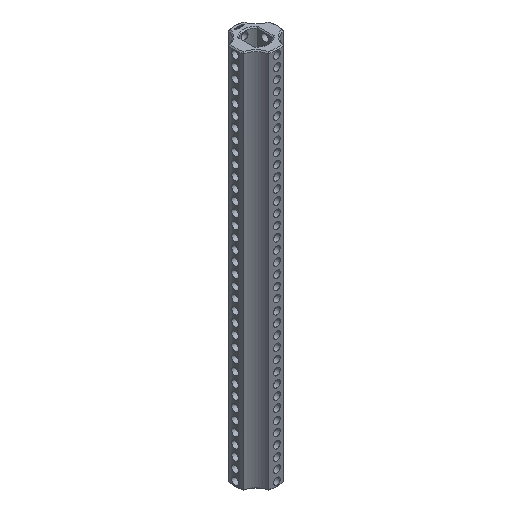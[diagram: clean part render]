
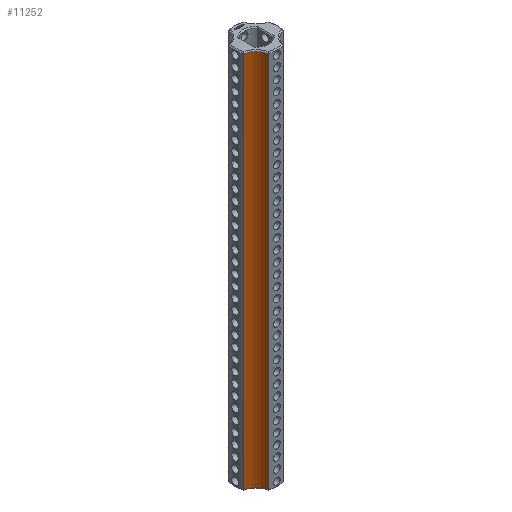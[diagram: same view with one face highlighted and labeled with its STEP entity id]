
A CAD part, isometric view. The second image highlights one B-rep face of the part: STEP entity #11252.
In plain terms, the highlighted cylindrical face has radius 5 mm (diameter 10 mm), a partial arc.
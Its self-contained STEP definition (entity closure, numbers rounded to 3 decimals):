
#3777 = EDGE_CURVE('',#3778,#3780,#3782,.T.);
#3778 = VERTEX_POINT('',#3779);
#3779 = CARTESIAN_POINT('',(-2.225,-5.841,0.3));
#3780 = VERTEX_POINT('',#3781);
#3781 = CARTESIAN_POINT('',(-2.225,-5.841,112.2));
#3782 = LINE('',#3783,#3784);
#3783 = CARTESIAN_POINT('',(-2.225,-5.841,0.));
#3784 = VECTOR('',#3785,1.);
#3785 = DIRECTION('',(0.,0.,1.));
#11252 = ADVANCED_FACE('',(#11253),#11280,.F.);
#11253 = FACE_BOUND('',#11254,.T.);
#11254 = EDGE_LOOP('',(#11255,#11256,#11265,#11273));
#11255 = ORIENTED_EDGE('',*,*,#3777,.T.);
#11256 = ORIENTED_EDGE('',*,*,#11257,.T.);
#11257 = EDGE_CURVE('',#3780,#11258,#11260,.T.);
#11258 = VERTEX_POINT('',#11259);
#11259 = CARTESIAN_POINT('',(-5.841,-2.225,112.2));
#11260 = CIRCLE('',#11261,5.);
#11261 = AXIS2_PLACEMENT_3D('',#11262,#11263,#11264);
#11262 = CARTESIAN_POINT('',(-7.071,-7.071,112.2));
#11263 = DIRECTION('',(0.,-0.,1.));
#11264 = DIRECTION('',(0.969,0.246,0.));
#11265 = ORIENTED_EDGE('',*,*,#11266,.F.);
#11266 = EDGE_CURVE('',#11267,#11258,#11269,.T.);
#11267 = VERTEX_POINT('',#11268);
#11268 = CARTESIAN_POINT('',(-5.841,-2.225,0.3));
#11269 = LINE('',#11270,#11271);
#11270 = CARTESIAN_POINT('',(-5.841,-2.225,0.));
#11271 = VECTOR('',#11272,1.);
#11272 = DIRECTION('',(0.,0.,1.));
#11273 = ORIENTED_EDGE('',*,*,#11274,.F.);
#11274 = EDGE_CURVE('',#3778,#11267,#11275,.T.);
#11275 = CIRCLE('',#11276,5.);
#11276 = AXIS2_PLACEMENT_3D('',#11277,#11278,#11279);
#11277 = CARTESIAN_POINT('',(-7.071,-7.071,0.3));
#11278 = DIRECTION('',(0.,-0.,1.));
#11279 = DIRECTION('',(0.969,0.246,0.));
#11280 = CYLINDRICAL_SURFACE('',#11281,5.);
#11281 = AXIS2_PLACEMENT_3D('',#11282,#11283,#11284);
#11282 = CARTESIAN_POINT('',(-7.071,-7.071,0.));
#11283 = DIRECTION('',(-0.,-0.,-1.));
#11284 = DIRECTION('',(1.,0.,0.));
